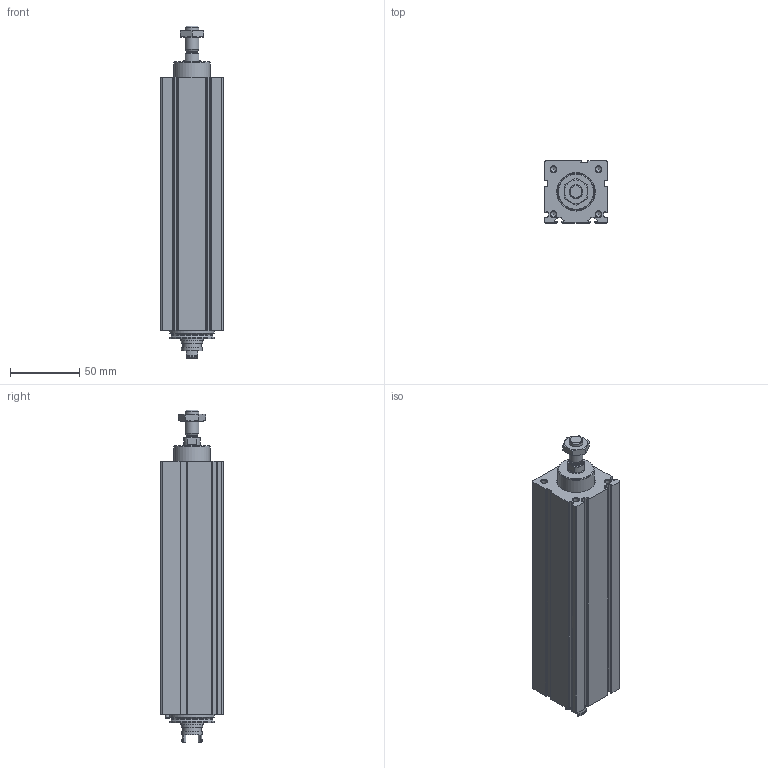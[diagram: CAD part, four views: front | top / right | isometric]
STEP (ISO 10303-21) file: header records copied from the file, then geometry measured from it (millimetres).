
FILE_DESCRIPTION(/* description */ ('STEP AP214'),/* implementation_level */ '2;1');
FILE_NAME(/* name */ '5428871_EPCC-BS-45-100-10P-A',/* time_stamp */ '2024-08-28T03:55:03+02:00',/* author */ ('License CC BY-ND 4.0'),/* organization */ ('CADENAS'),/* preprocessor_version */ 'ST-DEVELOPER v19.3',/* originating_system */ 'PARTsolutions',/* authorisation */ ' ');
FILE_SCHEMA (('AUTOMOTIVE_DESIGN {1 0 10303 214 3 1 1}'));
Length unit declared in the file: millimetre
Products named in the file (8): 5428871 EPCC-BS-45-100-10P-A---(0 high); 5428878 EPCC-BS-45-100---(mechanical highh); 5428878 EPCC-BS-45-100---(mechanical highp); DIN-439-B - M10x1.25(F); 340116 G1/8-AEVU; 8141997 EAMC-15-GB8-D8x9-A; ISO 14579 M4x10(F); DIN-912 - M2.5x8(F)
Assembly tree (7 placements, depth 2):
  5428871 EPCC-BS-45-100-10P-A---(0 high)
    5428878 EPCC-BS-45-100---(mechanical highh)
    5428878 EPCC-BS-45-100---(mechanical highp)
    DIN-439-B - M10x1.25(F)
    340116 G1/8-AEVU
    8141997 EAMC-15-GB8-D8x9-A
    ISO 14579 M4x10(F)
    DIN-912 - M2.5x8(F)
Bounding box: 45 x 45 x 239.8 mm (x, y, z)
Volume: 358673.4 mm3; surface area: 84000.8 mm2
Topology: 7 solids, 7 shells, 306 faces, 740 edges, 471 vertices
Faces by surface type: plane 119, cylinder 114, cone 62, torus 11
Full cylindrical faces by diameter (mm): 1.8 x1, 2.013 x1, 2.5 x2, 3 x5, 3.242 x1, 4 x1, 4.134 x4, 4.5 x1, 6.2 x1, 6.63 x2, 7 x1, 8 x3, 8.3 x1, 8.566 x1, 8.647 x1, 10 x1, 10.3 x1, 12 x1, 13.26 x2, 20 x1, 26.25 x1, 26.37 x1, 26.52 x2, 27.8 x1, 31.8 x1, 32 x1
Entity records: 8624 total; most frequent: CARTESIAN_POINT 1670, DIRECTION 1451, ORIENTED_EDGE 1248, EDGE_CURVE 624, AXIS2_PLACEMENT_3D 586, VERTEX_POINT 457, FACE_BOUND 435, EDGE_LOOP 423
